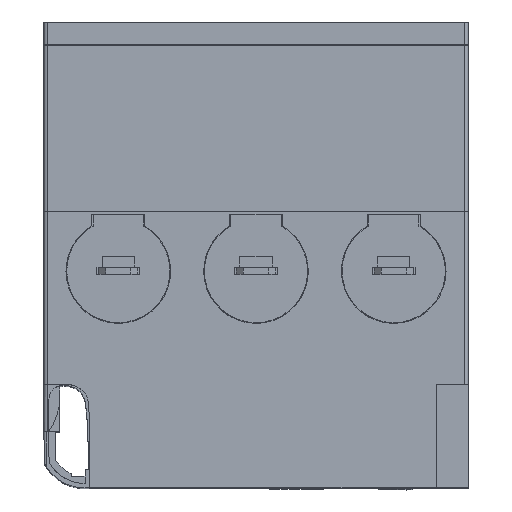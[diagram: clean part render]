
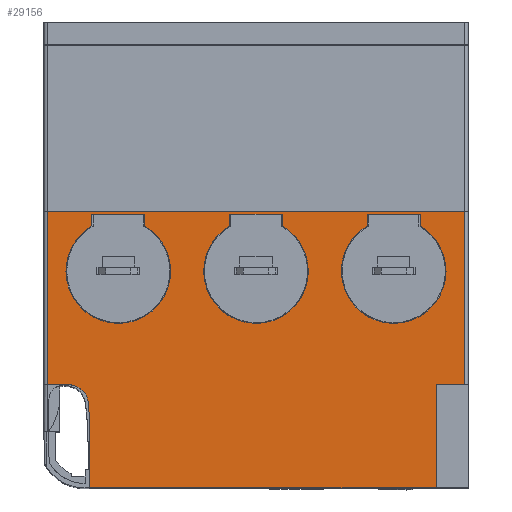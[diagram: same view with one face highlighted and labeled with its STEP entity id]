
A CAD part, top view. The second image highlights one B-rep face of the part: STEP entity #29156.
In plain terms, the highlighted planar face has unit normal (0, 0, 1).
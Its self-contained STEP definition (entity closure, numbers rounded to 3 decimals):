
#15788=EDGE_CURVE('',#25742,#38114,#45876,.T.);
#16358=VERTEX_POINT('',#46506);
#17042=VERTEX_POINT('',#47267);
#17230=EDGE_CURVE('',#17042,#24526,#47475,.T.);
#18102=EDGE_CURVE('',#43142,#39656,#48427,.T.);
#18114=EDGE_CURVE('',#42162,#27090,#48442,.T.);
#18264=EDGE_CURVE('',#30966,#33836,#48606,.T.);
#18280=EDGE_CURVE('',#39656,#40788,#48623,.T.);
#19022=EDGE_CURVE('',#33836,#25414,#49421,.T.);
#20092=VERTEX_POINT('',#50583);
#20428=EDGE_CURVE('',#20092,#40240,#50942,.T.);
#20704=EDGE_CURVE('',#24982,#25342,#51240,.T.);
#21384=VERTEX_POINT('',#51977);
#21606=VERTEX_POINT('',#52228);
#22328=VERTEX_POINT('',#53019);
#24084=EDGE_CURVE('',#40520,#24982,#54941,.T.);
#24374=VERTEX_POINT('',#55263);
#24526=VERTEX_POINT('',#55430);
#24982=VERTEX_POINT('',#55932);
#25342=VERTEX_POINT('',#56340);
#25414=VERTEX_POINT('',#56421);
#25742=VERTEX_POINT('',#56781);
#25774=EDGE_CURVE('',#39848,#40466,#56814,.T.);
#27090=VERTEX_POINT('',#58261);
#29156=ADVANCED_FACE('',(#60546,#60547,#60548,#60549),#60550,.T.);
#29336=EDGE_CURVE('',#22328,#38114,#60744,.T.);
#30966=VERTEX_POINT('',#62511);
#33704=VERTEX_POINT('',#65518);
#33836=VERTEX_POINT('',#65664);
#34508=EDGE_CURVE('',#16358,#30966,#66390,.T.);
#34572=EDGE_CURVE('',#40788,#24374,#66468,.T.);
#35348=EDGE_CURVE('',#21606,#43142,#67324,.T.);
#35766=EDGE_CURVE('',#21384,#17042,#67775,.T.);
#35798=EDGE_CURVE('',#25414,#33704,#67809,.T.);
#36816=EDGE_CURVE('',#25342,#20092,#68906,.T.);
#37536=EDGE_CURVE('',#39848,#25742,#69685,.T.);
#38114=VERTEX_POINT('',#70314);
#38490=EDGE_CURVE('',#24526,#42162,#70725,.T.);
#38760=EDGE_CURVE('',#40466,#21606,#71024,.T.);
#39656=VERTEX_POINT('',#71993);
#39848=VERTEX_POINT('',#72212);
#40240=VERTEX_POINT('',#72624);
#40466=VERTEX_POINT('',#72867);
#40520=VERTEX_POINT('',#72926);
#40788=VERTEX_POINT('',#73212);
#42162=VERTEX_POINT('',#74724);
#42904=EDGE_CURVE('',#27090,#21384,#75533,.T.);
#43104=EDGE_CURVE('',#24374,#22328,#75754,.T.);
#43136=EDGE_CURVE('',#40240,#40520,#75787,.T.);
#43142=VERTEX_POINT('',#75793);
#44438=EDGE_CURVE('',#33704,#16358,#77214,.T.);
#45876=LINE('',#79247,#79248);
#46506=CARTESIAN_POINT('',(-48.5,-88.813,127.795));
#47267=CARTESIAN_POINT('',(48.5,-88.813,127.795));
#47475=LINE('',#81866,#81867);
#48427=LINE('',#83413,#83414);
#48442=LINE('',#83430,#83431);
#48606=CIRCLE('',#83657,22.8);
#48623=LINE('',#83683,#83684);
#49421=LINE('',#85319,#85320);
#50583=CARTESIAN_POINT('',(-11.5,-83.75,127.795));
#50942=LINE('',#87895,#87896);
#51240=CIRCLE('',#88475,22.8);
#51977=CARTESIAN_POINT('',(71.5,-128.187,127.795));
#52228=CARTESIAN_POINT('',(-73.04,-166.15,127.795));
#53019=CARTESIAN_POINT('',(90.995,-158.0,127.795));
#54941=CIRCLE('',#94160,22.8);
#55263=CARTESIAN_POINT('',(78.5,-158.0,127.795));
#55430=CARTESIAN_POINT('',(48.5,-83.75,127.795));
#55932=CARTESIAN_POINT('',(11.5,-128.187,127.795));
#56340=CARTESIAN_POINT('',(-11.5,-88.813,127.795));
#56421=CARTESIAN_POINT('',(-71.5,-83.75,127.795));
#56781=CARTESIAN_POINT('',(-90.995,-82.5,127.795));
#56814=LINE('',#97189,#97190);
#58261=CARTESIAN_POINT('',(71.5,-88.813,127.795));
#60546=FACE_BOUND('',#103629,.T.);
#60547=FACE_BOUND('',#103630,.T.);
#60548=FACE_BOUND('',#103631,.T.);
#60549=FACE_OUTER_BOUND('',#103632,.T.);
#60550=PLANE('',#103633);
#60744=LINE('',#103945,#103946);
#62511=CARTESIAN_POINT('',(-48.5,-128.187,127.795));
#65518=CARTESIAN_POINT('',(-48.5,-83.75,127.795));
#65664=CARTESIAN_POINT('',(-71.5,-88.813,127.795));
#66390=CIRCLE('',#112861,22.8);
#66468=LINE('',#112964,#112965);
#67324=LINE('',#114271,#114272);
#67775=CIRCLE('',#115063,22.8);
#67809=LINE('',#115118,#115119);
#68906=LINE('',#116893,#116894);
#69685=LINE('',#118135,#118136);
#70314=CARTESIAN_POINT('',(90.995,-82.5,127.795));
#70725=LINE('',#119836,#119837);
#71024=CIRCLE('',#120262,8.75);
#71993=CARTESIAN_POINT('',(-72.5,-203.0,127.795));
#72212=CARTESIAN_POINT('',(-90.995,-158.0,127.795));
#72624=CARTESIAN_POINT('',(11.5,-83.75,127.795));
#72867=CARTESIAN_POINT('',(-81.769,-158.0,127.795));
#72926=CARTESIAN_POINT('',(11.5,-88.813,127.795));
#73212=CARTESIAN_POINT('',(78.5,-203.0,127.795));
#74724=CARTESIAN_POINT('',(71.5,-83.75,127.795));
#75533=CIRCLE('',#127765,22.8);
#75754=LINE('',#128076,#128077);
#75787=LINE('',#128120,#128121);
#75793=CARTESIAN_POINT('',(-72.5,-174.0,127.795));
#77214=LINE('',#130204,#130205);
#79247=CARTESIAN_POINT('',(-90.995,-82.5,127.795));
#79248=VECTOR('',#132087,1.0);
#81866=CARTESIAN_POINT('',(48.5,-143.375,127.795));
#81867=VECTOR('',#133953,1.0);
#83413=CARTESIAN_POINT('',(-72.5,-207.6,127.795));
#83414=VECTOR('',#134950,1.0);
#83430=CARTESIAN_POINT('',(71.5,-145.906,127.795));
#83431=VECTOR('',#134979,1.0);
#83657=AXIS2_PLACEMENT_3D('',#135162,#135163,#135164);
#83683=CARTESIAN_POINT('',(-90.995,-203.0,127.795));
#83684=VECTOR('',#135177,1.0);
#85319=CARTESIAN_POINT('',(-71.5,-143.375,127.795));
#85320=VECTOR('',#135956,1.0);
#87895=CARTESIAN_POINT('',(-39.748,-83.75,127.795));
#87896=VECTOR('',#137424,1.0);
#88475=AXIS2_PLACEMENT_3D('',#137713,#137714,#137715);
#94160=AXIS2_PLACEMENT_3D('',#141882,#141883,#141884);
#97189=CARTESIAN_POINT('',(-86.382,-158.0,127.795));
#97190=VECTOR('',#144181,1.0);
#103629=EDGE_LOOP('',(#148556,#148557,#148558,#148559,#148560));
#103630=EDGE_LOOP('',(#148561,#148562,#148563,#148564,#148565));
#103631=EDGE_LOOP('',(#148566,#148567,#148568,#148569,#148570));
#103632=EDGE_LOOP('',(#148571,#148572,#148573,#148574,#148575,#148576,#148577,#148578,#148579,#148580));
#103633=AXIS2_PLACEMENT_3D('',#148581,#148582,#148583);
#103945=CARTESIAN_POINT('',(90.995,-142.75,127.795));
#103946=VECTOR('',#148749,1.0);
#112861=AXIS2_PLACEMENT_3D('',#154952,#154953,#154954);
#112964=CARTESIAN_POINT('',(78.5,-180.5,127.795));
#112965=VECTOR('',#155085,1.0);
#114271=CARTESIAN_POINT('',(-71.551,-187.799,127.795));
#114272=VECTOR('',#156047,1.0);
#115063=AXIS2_PLACEMENT_3D('',#156488,#156489,#156490);
#115118=CARTESIAN_POINT('',(-69.748,-83.75,127.795));
#115119=VECTOR('',#156512,1.0);
#116893=CARTESIAN_POINT('',(-11.5,-143.375,127.795));
#116894=VECTOR('',#157567,1.0);
#118135=CARTESIAN_POINT('',(-90.995,-142.75,127.795));
#118136=VECTOR('',#158339,1.0);
#119836=CARTESIAN_POINT('',(-9.748,-83.75,127.795));
#119837=VECTOR('',#159397,1.0);
#120262=AXIS2_PLACEMENT_3D('',#159718,#159719,#159720);
#127765=AXIS2_PLACEMENT_3D('',#164341,#164342,#164343);
#128076=CARTESIAN_POINT('',(2.503,-158.0,127.795));
#128077=VECTOR('',#164613,1.0);
#128120=CARTESIAN_POINT('',(11.5,-145.906,127.795));
#128121=VECTOR('',#164629,1.0);
#130204=CARTESIAN_POINT('',(-48.5,-145.906,127.795));
#130205=VECTOR('',#166166,1.0);
#132087=DIRECTION('',(1.0,0.0,0.0));
#133953=DIRECTION('',(0.0,1.0,0.0));
#134950=DIRECTION('',(0.0,-1.0,0.0));
#134979=DIRECTION('',(0.0,-1.0,0.0));
#135162=CARTESIAN_POINT('',(-60.0,-108.5,127.795));
#135163=DIRECTION('',(-0.0,0.0,-1.0));
#135164=DIRECTION('',(-0.504,0.863,0.0));
#135177=DIRECTION('',(1.0,0.0,0.0));
#135956=DIRECTION('',(0.0,1.0,0.0));
#137424=DIRECTION('',(1.0,0.0,0.0));
#137713=CARTESIAN_POINT('',(0.,-108.5,127.795));
#137714=DIRECTION('',(-0.0,0.0,-1.0));
#137715=DIRECTION('',(-0.504,0.863,0.0));
#141882=CARTESIAN_POINT('',(0.,-108.5,127.795));
#141883=DIRECTION('',(-0.0,0.0,-1.0));
#141884=DIRECTION('',(-0.504,0.863,0.0));
#144181=DIRECTION('',(1.0,0.0,0.0));
#148556=ORIENTED_EDGE('',*,*,#17230,.T.);
#148557=ORIENTED_EDGE('',*,*,#38490,.T.);
#148558=ORIENTED_EDGE('',*,*,#18114,.T.);
#148559=ORIENTED_EDGE('',*,*,#42904,.T.);
#148560=ORIENTED_EDGE('',*,*,#35766,.T.);
#148561=ORIENTED_EDGE('',*,*,#36816,.T.);
#148562=ORIENTED_EDGE('',*,*,#20428,.T.);
#148563=ORIENTED_EDGE('',*,*,#43136,.T.);
#148564=ORIENTED_EDGE('',*,*,#24084,.T.);
#148565=ORIENTED_EDGE('',*,*,#20704,.T.);
#148566=ORIENTED_EDGE('',*,*,#19022,.T.);
#148567=ORIENTED_EDGE('',*,*,#35798,.T.);
#148568=ORIENTED_EDGE('',*,*,#44438,.T.);
#148569=ORIENTED_EDGE('',*,*,#34508,.T.);
#148570=ORIENTED_EDGE('',*,*,#18264,.T.);
#148571=ORIENTED_EDGE('',*,*,#15788,.F.);
#148572=ORIENTED_EDGE('',*,*,#37536,.F.);
#148573=ORIENTED_EDGE('',*,*,#25774,.T.);
#148574=ORIENTED_EDGE('',*,*,#38760,.T.);
#148575=ORIENTED_EDGE('',*,*,#35348,.T.);
#148576=ORIENTED_EDGE('',*,*,#18102,.T.);
#148577=ORIENTED_EDGE('',*,*,#18280,.T.);
#148578=ORIENTED_EDGE('',*,*,#34572,.T.);
#148579=ORIENTED_EDGE('',*,*,#43104,.T.);
#148580=ORIENTED_EDGE('',*,*,#29336,.T.);
#148581=CARTESIAN_POINT('',(-90.995,-203.0,127.795));
#148582=DIRECTION('',(0.0,0.0,1.0));
#148583=DIRECTION('',(0.0,-1.0,0.0));
#148749=DIRECTION('',(0.0,1.0,0.0));
#154952=CARTESIAN_POINT('',(-60.0,-108.5,127.795));
#154953=DIRECTION('',(-0.0,0.0,-1.0));
#154954=DIRECTION('',(-0.504,0.863,0.0));
#155085=DIRECTION('',(0.0,1.0,-0.0));
#156047=DIRECTION('',(0.069,-0.998,0.0));
#156488=CARTESIAN_POINT('',(60.0,-108.5,127.795));
#156489=DIRECTION('',(-0.0,0.0,-1.0));
#156490=DIRECTION('',(-0.504,0.863,0.0));
#156512=DIRECTION('',(1.0,0.0,0.0));
#157567=DIRECTION('',(0.0,1.0,0.0));
#158339=DIRECTION('',(0.0,1.0,0.0));
#159397=DIRECTION('',(1.0,0.0,0.0));
#159718=CARTESIAN_POINT('',(-81.769,-166.75,127.795));
#159719=DIRECTION('',(0.0,0.0,-1.0));
#159720=DIRECTION('',(0.998,0.069,0.0));
#164341=CARTESIAN_POINT('',(60.0,-108.5,127.795));
#164342=DIRECTION('',(-0.0,0.0,-1.0));
#164343=DIRECTION('',(-0.504,0.863,0.0));
#164613=DIRECTION('',(1.0,0.0,0.0));
#164629=DIRECTION('',(0.0,-1.0,0.0));
#166166=DIRECTION('',(0.0,-1.0,0.0));
